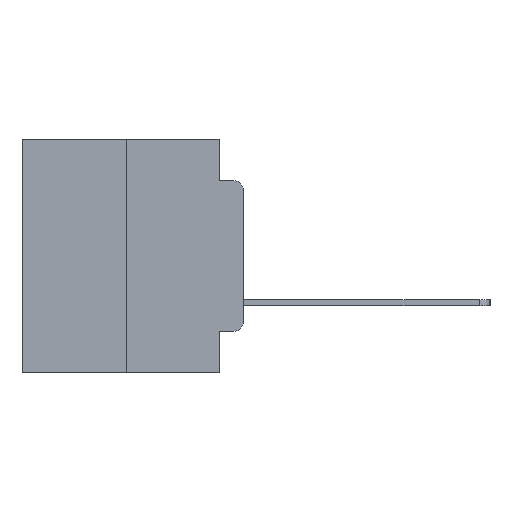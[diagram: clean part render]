
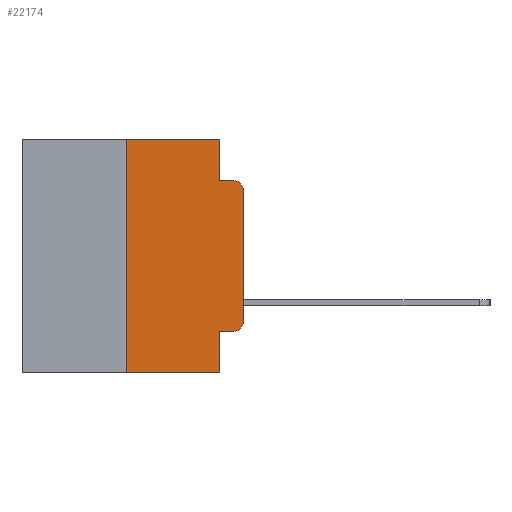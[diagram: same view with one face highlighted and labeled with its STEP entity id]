
A CAD part, left-side view. The second image highlights one B-rep face of the part: STEP entity #22174.
In plain terms, the highlighted planar face has unit normal (-1, 0, 0).
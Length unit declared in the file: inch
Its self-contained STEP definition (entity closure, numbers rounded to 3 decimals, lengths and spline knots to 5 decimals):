
#101 = CARTESIAN_POINT ( 'NONE',  ( 0., 0.25, 0. ) ) ;
#132 = DIRECTION ( 'NONE',  ( 0., -1., 0. ) ) ;
#138 = EDGE_CURVE ( 'NONE', #22752, #8003, #21098, .T. ) ;
#550 = CARTESIAN_POINT ( 'NONE',  ( 0., 0.25, 0. ) ) ;
#1598 = ORIENTED_EDGE ( 'NONE', *, *, #10216, .F. ) ;
#1627 = AXIS2_PLACEMENT_3D ( 'NONE', #4398, #19500, #6563 ) ;
#1777 = LINE ( 'NONE', #7662, #13241 ) ;
#1988 = LINE ( 'NONE', #3872, #12766 ) ;
#2205 = CARTESIAN_POINT ( 'NONE',  ( 0., 0.051, -0.0885 ) ) ;
#2388 = DIRECTION ( 'NONE',  ( 1., 0., 0. ) ) ;
#2632 = ORIENTED_EDGE ( 'NONE', *, *, #5904, .F. ) ;
#2901 = ORIENTED_EDGE ( 'NONE', *, *, #7380, .F. ) ;
#3029 = EDGE_CURVE ( 'NONE', #4447, #22752, #4656, .T. ) ;
#3039 = VERTEX_POINT ( 'NONE', #25412 ) ;
#3583 = CARTESIAN_POINT ( 'NONE',  ( 0., 0.051, -0.5 ) ) ;
#3665 = VERTEX_POINT ( 'NONE', #17471 ) ;
#3872 = CARTESIAN_POINT ( 'NONE',  ( 0., 0.051, 0. ) ) ;
#3970 = ORIENTED_EDGE ( 'NONE', *, *, #13138, .T. ) ;
#4398 = CARTESIAN_POINT ( 'NONE',  ( 0., 0.02, -0.1085 ) ) ;
#4447 = VERTEX_POINT ( 'NONE', #20300 ) ;
#4656 = LINE ( 'NONE', #17200, #15504 ) ;
#5254 = LINE ( 'NONE', #7203, #26987 ) ;
#5716 = VECTOR ( 'NONE', #13004, 39.37008 ) ;
#5904 = EDGE_CURVE ( 'NONE', #4447, #7106, #25943, .T. ) ;
#5972 = ORIENTED_EDGE ( 'NONE', *, *, #8834, .F. ) ;
#6204 = VERTEX_POINT ( 'NONE', #550 ) ;
#6276 = EDGE_CURVE ( 'NONE', #6584, #7106, #23116, .T. ) ;
#6397 = LINE ( 'NONE', #101, #5716 ) ;
#6563 = DIRECTION ( 'NONE',  ( 0., 0., -1. ) ) ;
#6584 = VERTEX_POINT ( 'NONE', #14770 ) ;
#6649 = CARTESIAN_POINT ( 'NONE',  ( 0., 0.02, -0.0885 ) ) ;
#7106 = VERTEX_POINT ( 'NONE', #3583 ) ;
#7203 = CARTESIAN_POINT ( 'NONE',  ( 0., 0.473, 0. ) ) ;
#7380 = EDGE_CURVE ( 'NONE', #6584, #6204, #6397, .T. ) ;
#7662 = CARTESIAN_POINT ( 'NONE',  ( 0., 0., 0. ) ) ;
#8003 = VERTEX_POINT ( 'NONE', #20136 ) ;
#8714 = ORIENTED_EDGE ( 'NONE', *, *, #3029, .T. ) ;
#8834 = EDGE_CURVE ( 'NONE', #3665, #3039, #1988, .T. ) ;
#9191 = VECTOR ( 'NONE', #18981, 39.37008 ) ;
#9602 = CIRCLE ( 'NONE', #1627, 0.02 ) ;
#9952 = VECTOR ( 'NONE', #132, 39.37008 ) ;
#10216 = EDGE_CURVE ( 'NONE', #3039, #14390, #26685, .T. ) ;
#10414 = EDGE_CURVE ( 'NONE', #6204, #3665, #5254, .T. ) ;
#11029 = ORIENTED_EDGE ( 'NONE', *, *, #10414, .F. ) ;
#11622 = ORIENTED_EDGE ( 'NONE', *, *, #11681, .T. ) ;
#11681 = EDGE_CURVE ( 'NONE', #16373, #14390, #9602, .T. ) ;
#11952 = ORIENTED_EDGE ( 'NONE', *, *, #6276, .T. ) ;
#12051 = AXIS2_PLACEMENT_3D ( 'NONE', #20245, #16533, #19095 ) ;
#12766 = VECTOR ( 'NONE', #16915, 39.37008 ) ;
#13004 = DIRECTION ( 'NONE',  ( 0., 0., 1. ) ) ;
#13138 = EDGE_CURVE ( 'NONE', #8003, #16373, #1777, .T. ) ;
#13241 = VECTOR ( 'NONE', #22541, 39.37008 ) ;
#14051 = ORIENTED_EDGE ( 'NONE', *, *, #138, .T. ) ;
#14390 = VERTEX_POINT ( 'NONE', #6649 ) ;
#14770 = CARTESIAN_POINT ( 'NONE',  ( 0., 0.25, -0.5 ) ) ;
#15334 = CARTESIAN_POINT ( 'NONE',  ( 0., 0.473, 0. ) ) ;
#15504 = VECTOR ( 'NONE', #19350, 39.37008 ) ;
#16373 = VERTEX_POINT ( 'NONE', #19305 ) ;
#16533 = DIRECTION ( 'NONE',  ( -1., 0., 0. ) ) ;
#16798 = CARTESIAN_POINT ( 'NONE',  ( 0., 0.051, 0. ) ) ;
#16915 = DIRECTION ( 'NONE',  ( 0., 0., -1. ) ) ;
#17200 = CARTESIAN_POINT ( 'NONE',  ( 0., 0.051, -0.4115 ) ) ;
#17471 = CARTESIAN_POINT ( 'NONE',  ( 0., 0.051, 0. ) ) ;
#17522 = DIRECTION ( 'NONE',  ( 0., 0., -1. ) ) ;
#18045 = DIRECTION ( 'NONE',  ( 0., -1., 0. ) ) ;
#18981 = DIRECTION ( 'NONE',  ( 0., 0., -1. ) ) ;
#19095 = DIRECTION ( 'NONE',  ( 0., 0., -1. ) ) ;
#19305 = CARTESIAN_POINT ( 'NONE',  ( 0., 0., -0.1085 ) ) ;
#19339 = CARTESIAN_POINT ( 'NONE',  ( 0., 0.02, -0.4115 ) ) ;
#19350 = DIRECTION ( 'NONE',  ( 0., -1., 0. ) ) ;
#19500 = DIRECTION ( 'NONE',  ( -1., 0., 0. ) ) ;
#20136 = CARTESIAN_POINT ( 'NONE',  ( 0., 0., -0.3915 ) ) ;
#20202 = DIRECTION ( 'NONE',  ( 0., -1., 0. ) ) ;
#20245 = CARTESIAN_POINT ( 'NONE',  ( 0., 0.02, -0.3915 ) ) ;
#20300 = CARTESIAN_POINT ( 'NONE',  ( 0., 0.051, -0.4115 ) ) ;
#21098 = CIRCLE ( 'NONE', #12051, 0.02 ) ;
#22166 = CARTESIAN_POINT ( 'NONE',  ( 0., 0.473, -0.5 ) ) ;
#22174 = ADVANCED_FACE ( 'NONE', ( #23991 ), #25618, .F. ) ;
#22276 = EDGE_LOOP ( 'NONE', ( #3970, #11622, #1598, #5972, #11029, #2901, #11952, #2632, #8714, #14051 ) ) ;
#22500 = VECTOR ( 'NONE', #18045, 39.37008 ) ;
#22541 = DIRECTION ( 'NONE',  ( 0., 0., 1. ) ) ;
#22752 = VERTEX_POINT ( 'NONE', #19339 ) ;
#23079 = AXIS2_PLACEMENT_3D ( 'NONE', #15334, #2388, #17522 ) ;
#23116 = LINE ( 'NONE', #22166, #22500 ) ;
#23991 = FACE_OUTER_BOUND ( 'NONE', #22276, .T. ) ;
#25412 = CARTESIAN_POINT ( 'NONE',  ( 0., 0.051, -0.0885 ) ) ;
#25618 = PLANE ( 'NONE',  #23079 ) ;
#25943 = LINE ( 'NONE', #16798, #9191 ) ;
#26685 = LINE ( 'NONE', #2205, #9952 ) ;
#26987 = VECTOR ( 'NONE', #20202, 39.37008 ) ;
